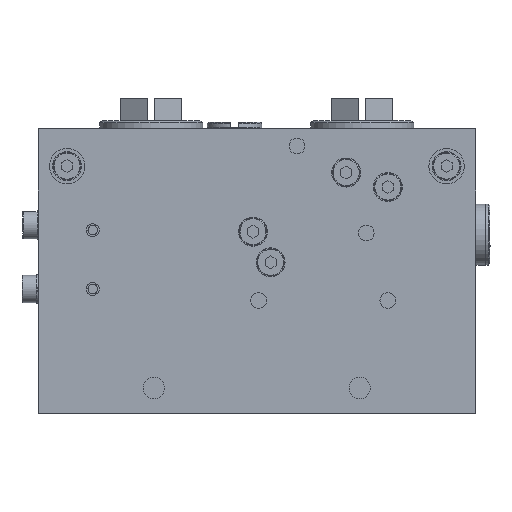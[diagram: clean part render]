
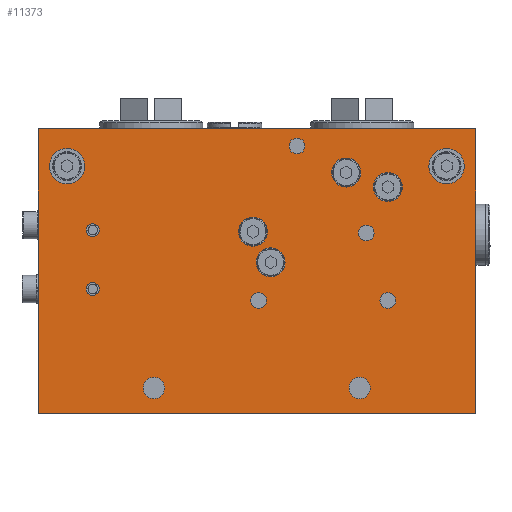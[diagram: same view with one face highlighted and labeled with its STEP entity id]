
A CAD part, front view. The second image highlights one B-rep face of the part: STEP entity #11373.
In plain terms, the highlighted planar face has unit normal (0, -1, 0).
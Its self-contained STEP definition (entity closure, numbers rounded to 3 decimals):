
#313=PLANE('',#12279);
#698=LINE('',#16542,#1135);
#718=LINE('',#16609,#1155);
#732=LINE('',#16666,#1169);
#735=LINE('',#16672,#1172);
#1135=VECTOR('',#13638,1000.);
#1155=VECTOR('',#13666,1000.);
#1169=VECTOR('',#13686,1000.);
#1172=VECTOR('',#13691,1000.);
#1811=ORIENTED_EDGE('',*,*,#3653,.T.);
#1812=ORIENTED_EDGE('',*,*,#3576,.T.);
#1813=ORIENTED_EDGE('',*,*,#3574,.T.);
#1814=ORIENTED_EDGE('',*,*,#3572,.T.);
#1815=ORIENTED_EDGE('',*,*,#3570,.T.);
#1816=ORIENTED_EDGE('',*,*,#3568,.T.);
#1817=ORIENTED_EDGE('',*,*,#3566,.T.);
#1818=ORIENTED_EDGE('',*,*,#3564,.T.);
#1819=ORIENTED_EDGE('',*,*,#3562,.T.);
#1820=ORIENTED_EDGE('',*,*,#3560,.T.);
#1821=ORIENTED_EDGE('',*,*,#3558,.T.);
#1822=ORIENTED_EDGE('',*,*,#3556,.T.);
#1823=ORIENTED_EDGE('',*,*,#3719,.T.);
#1824=ORIENTED_EDGE('',*,*,#3720,.T.);
#1825=ORIENTED_EDGE('',*,*,#3709,.T.);
#1826=ORIENTED_EDGE('',*,*,#3712,.T.);
#1827=ORIENTED_EDGE('',*,*,#3665,.T.);
#1828=ORIENTED_EDGE('',*,*,#3692,.T.);
#3556=EDGE_CURVE('',#4529,#4529,#5341,.T.);
#3558=EDGE_CURVE('',#4531,#4531,#5343,.T.);
#3560=EDGE_CURVE('',#4533,#4533,#5345,.T.);
#3562=EDGE_CURVE('',#4535,#4535,#5347,.T.);
#3564=EDGE_CURVE('',#4537,#4537,#5349,.T.);
#3566=EDGE_CURVE('',#4539,#4539,#5351,.T.);
#3568=EDGE_CURVE('',#4541,#4541,#5353,.T.);
#3570=EDGE_CURVE('',#4543,#4543,#5355,.T.);
#3572=EDGE_CURVE('',#4545,#4545,#5357,.T.);
#3574=EDGE_CURVE('',#4547,#4547,#5359,.T.);
#3576=EDGE_CURVE('',#4549,#4549,#5361,.T.);
#3653=EDGE_CURVE('',#4619,#4619,#5422,.T.);
#3665=EDGE_CURVE('',#4631,#4632,#698,.T.);
#3692=EDGE_CURVE('',#4632,#4658,#718,.T.);
#3709=EDGE_CURVE('',#4658,#4674,#732,.T.);
#3712=EDGE_CURVE('',#4674,#4631,#735,.T.);
#3719=EDGE_CURVE('',#4681,#4681,#5440,.T.);
#3720=EDGE_CURVE('',#4682,#4682,#5441,.T.);
#4529=VERTEX_POINT('',#16212);
#4531=VERTEX_POINT('',#16217);
#4533=VERTEX_POINT('',#16222);
#4535=VERTEX_POINT('',#16227);
#4537=VERTEX_POINT('',#16232);
#4539=VERTEX_POINT('',#16237);
#4541=VERTEX_POINT('',#16242);
#4543=VERTEX_POINT('',#16247);
#4545=VERTEX_POINT('',#16252);
#4547=VERTEX_POINT('',#16257);
#4549=VERTEX_POINT('',#16262);
#4619=VERTEX_POINT('',#16449);
#4631=VERTEX_POINT('',#16543);
#4632=VERTEX_POINT('',#16544);
#4658=VERTEX_POINT('',#16610);
#4674=VERTEX_POINT('',#16667);
#4681=VERTEX_POINT('',#16687);
#4682=VERTEX_POINT('',#16689);
#5341=CIRCLE('',#12128,2.459);
#5343=CIRCLE('',#12131,2.459);
#5345=CIRCLE('',#12134,2.459);
#5347=CIRCLE('',#12137,2.459);
#5349=CIRCLE('',#12140,2.067);
#5351=CIRCLE('',#12143,2.067);
#5353=CIRCLE('',#12146,2.067);
#5355=CIRCLE('',#12149,2.067);
#5357=CIRCLE('',#12152,3.324);
#5359=CIRCLE('',#12155,3.324);
#5361=CIRCLE('',#12158,2.);
#5422=CIRCLE('',#12255,2.);
#5440=CIRCLE('',#12280,5.5);
#5441=CIRCLE('',#12281,5.5);
#5980=EDGE_LOOP('',(#1811));
#5981=EDGE_LOOP('',(#1812));
#5982=EDGE_LOOP('',(#1813));
#5983=EDGE_LOOP('',(#1814));
#5984=EDGE_LOOP('',(#1815));
#5985=EDGE_LOOP('',(#1816));
#5986=EDGE_LOOP('',(#1817));
#5987=EDGE_LOOP('',(#1818));
#5988=EDGE_LOOP('',(#1819));
#5989=EDGE_LOOP('',(#1820));
#5990=EDGE_LOOP('',(#1821));
#5991=EDGE_LOOP('',(#1822));
#5992=EDGE_LOOP('',(#1823));
#5993=EDGE_LOOP('',(#1824));
#5994=EDGE_LOOP('',(#1825,#1826,#1827,#1828));
#7179=FACE_BOUND('',#5980,.T.);
#7180=FACE_BOUND('',#5981,.T.);
#7181=FACE_BOUND('',#5982,.T.);
#7182=FACE_BOUND('',#5983,.T.);
#7183=FACE_BOUND('',#5984,.T.);
#7184=FACE_BOUND('',#5985,.T.);
#7185=FACE_BOUND('',#5986,.T.);
#7186=FACE_BOUND('',#5987,.T.);
#7187=FACE_BOUND('',#5988,.T.);
#7188=FACE_BOUND('',#5989,.T.);
#7189=FACE_BOUND('',#5990,.T.);
#7190=FACE_BOUND('',#5991,.T.);
#7191=FACE_BOUND('',#5992,.T.);
#7192=FACE_BOUND('',#5993,.T.);
#7193=FACE_BOUND('',#5994,.T.);
#11373=ADVANCED_FACE('',(#7179,#7180,#7181,#7182,#7183,#7184,#7185,#7186,
#7187,#7188,#7189,#7190,#7191,#7192,#7193),#313,.T.);
#12128=AXIS2_PLACEMENT_3D('',#16211,#13350,#13351);
#12131=AXIS2_PLACEMENT_3D('',#16216,#13356,#13357);
#12134=AXIS2_PLACEMENT_3D('',#16221,#13362,#13363);
#12137=AXIS2_PLACEMENT_3D('',#16226,#13368,#13369);
#12140=AXIS2_PLACEMENT_3D('',#16231,#13374,#13375);
#12143=AXIS2_PLACEMENT_3D('',#16236,#13380,#13381);
#12146=AXIS2_PLACEMENT_3D('',#16241,#13386,#13387);
#12149=AXIS2_PLACEMENT_3D('',#16246,#13392,#13393);
#12152=AXIS2_PLACEMENT_3D('',#16251,#13398,#13399);
#12155=AXIS2_PLACEMENT_3D('',#16256,#13404,#13405);
#12158=AXIS2_PLACEMENT_3D('',#16261,#13410,#13411);
#12255=AXIS2_PLACEMENT_3D('',#16448,#13616,#13617);
#12279=AXIS2_PLACEMENT_3D('',#16685,#13705,#13706);
#12280=AXIS2_PLACEMENT_3D('',#16686,#13707,#13708);
#12281=AXIS2_PLACEMENT_3D('',#16688,#13709,#13710);
#13350=DIRECTION('',(0.,1.,0.));
#13351=DIRECTION('',(0.,0.,-1.));
#13356=DIRECTION('',(0.,1.,0.));
#13357=DIRECTION('',(0.,0.,-1.));
#13362=DIRECTION('',(0.,1.,0.));
#13363=DIRECTION('',(0.,0.,-1.));
#13368=DIRECTION('',(0.,1.,0.));
#13369=DIRECTION('',(0.,0.,-1.));
#13374=DIRECTION('',(0.,1.,0.));
#13375=DIRECTION('',(0.,0.,-1.));
#13380=DIRECTION('',(0.,1.,0.));
#13381=DIRECTION('',(0.,0.,-1.));
#13386=DIRECTION('',(0.,1.,0.));
#13387=DIRECTION('',(0.,0.,-1.));
#13392=DIRECTION('',(0.,1.,0.));
#13393=DIRECTION('',(0.,0.,-1.));
#13398=DIRECTION('',(0.,1.,0.));
#13399=DIRECTION('',(0.,0.,-1.));
#13404=DIRECTION('',(0.,1.,0.));
#13405=DIRECTION('',(0.,0.,-1.));
#13410=DIRECTION('',(0.,1.,0.));
#13411=DIRECTION('',(0.,0.,-1.));
#13616=DIRECTION('',(0.,1.,0.));
#13617=DIRECTION('',(0.,0.,-1.));
#13638=DIRECTION('',(0.,0.,1.));
#13666=DIRECTION('',(-1.,0.,0.));
#13686=DIRECTION('',(0.,0.,-1.));
#13691=DIRECTION('',(1.,0.,0.));
#13705=DIRECTION('',(0.,-1.,0.));
#13706=DIRECTION('',(0.,0.,-1.));
#13707=DIRECTION('',(0.,1.,0.));
#13708=DIRECTION('',(0.,0.,-1.));
#13709=DIRECTION('',(0.,1.,0.));
#13710=DIRECTION('',(0.,0.,-1.));
#16211=CARTESIAN_POINT('',(80.5,0.,83.25));
#16212=CARTESIAN_POINT('',(80.5,0.,80.792));
#16216=CARTESIAN_POINT('',(68.55,0.,35.2));
#16217=CARTESIAN_POINT('',(68.55,0.,32.742));
#16221=CARTESIAN_POINT('',(108.75,0.,35.2));
#16222=CARTESIAN_POINT('',(108.75,0.,32.742));
#16226=CARTESIAN_POINT('',(102.,0.,56.2));
#16227=CARTESIAN_POINT('',(102.,0.,53.742));
#16231=CARTESIAN_POINT('',(72.3,0.,47.1));
#16232=CARTESIAN_POINT('',(72.3,0.,45.033));
#16236=CARTESIAN_POINT('',(66.8,0.,56.6));
#16237=CARTESIAN_POINT('',(66.8,0.,54.533));
#16241=CARTESIAN_POINT('',(95.8,0.,75.));
#16242=CARTESIAN_POINT('',(95.8,0.,72.933));
#16246=CARTESIAN_POINT('',(108.75,0.,70.5));
#16247=CARTESIAN_POINT('',(108.75,0.,68.433));
#16251=CARTESIAN_POINT('',(36.,0.,8.));
#16252=CARTESIAN_POINT('',(36.,0.,4.677));
#16256=CARTESIAN_POINT('',(100.,0.,8.));
#16257=CARTESIAN_POINT('',(100.,0.,4.677));
#16261=CARTESIAN_POINT('',(17.,0.,57.1));
#16262=CARTESIAN_POINT('',(17.,0.,55.1));
#16448=CARTESIAN_POINT('',(17.,0.,38.8));
#16449=CARTESIAN_POINT('',(17.,0.,36.8));
#16542=CARTESIAN_POINT('',(136.,0.,0.));
#16543=CARTESIAN_POINT('',(136.,0.,0.));
#16544=CARTESIAN_POINT('',(136.,0.,88.6));
#16609=CARTESIAN_POINT('',(136.,0.,88.6));
#16610=CARTESIAN_POINT('',(0.,0.,88.6));
#16666=CARTESIAN_POINT('',(0.,0.,88.6));
#16667=CARTESIAN_POINT('',(0.,0.,0.));
#16672=CARTESIAN_POINT('',(0.,0.,0.));
#16685=CARTESIAN_POINT('',(0.,0.,0.));
#16686=CARTESIAN_POINT('',(127.,0.,77.));
#16687=CARTESIAN_POINT('',(127.,0.,71.5));
#16688=CARTESIAN_POINT('',(9.,0.,77.));
#16689=CARTESIAN_POINT('',(9.,0.,71.5));
